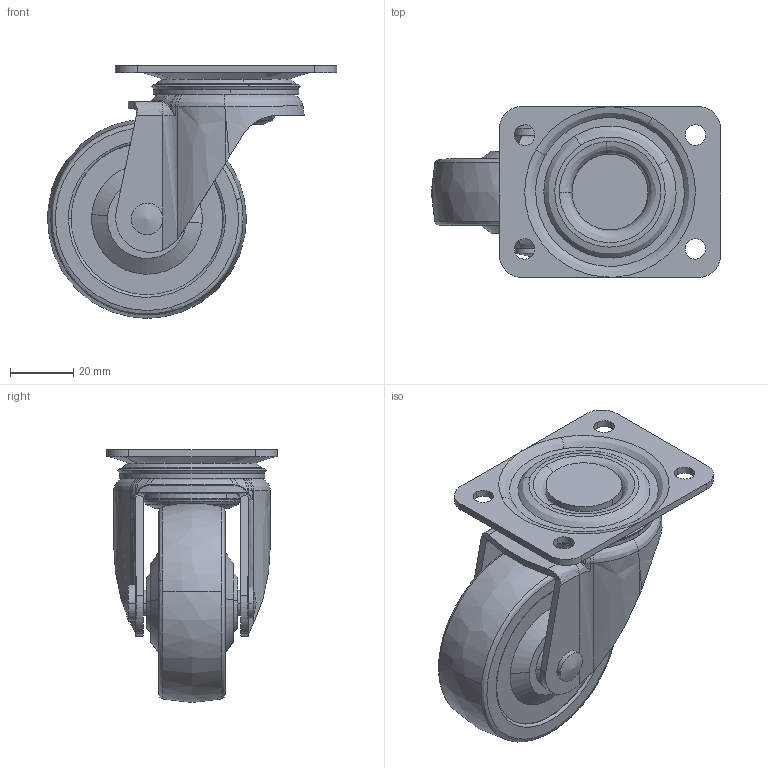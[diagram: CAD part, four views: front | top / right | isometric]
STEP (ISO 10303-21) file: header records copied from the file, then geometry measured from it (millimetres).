
FILE_DESCRIPTION((''),'2;1');
FILE_NAME('','2005-12-16T12:11:05',(''),(''),'','CADfix','');
FILE_SCHEMA(('AUTOMOTIVE_DESIGN'));
Length unit declared in the file: millimetre
Products named in the file (6): wheel; mounting plate; main shaft; body; axle; No_105_23193_36
Assembly tree (5 placements, depth 2):
  No_105_23193_36
    wheel
    mounting plate
    main shaft
    body
    axle
Bounding box: 91.5 x 54 x 80 mm (x, y, z)
Volume: 101015.2 mm3; surface area: 35062.8 mm2
Topology: 5 solids, 5 shells, 226 faces, 687 edges, 487 vertices
Faces by surface type: bspline 226
Entity records: 10798 total; most frequent: CARTESIAN_POINT 7064, ORIENTED_EDGE 1370, EDGE_CURVE 685, VERTEX_POINT 487, EDGE_LOOP 262, FACE_OUTER_BOUND 226, ADVANCED_FACE 226, QUASI_UNIFORM_CURVE 138
